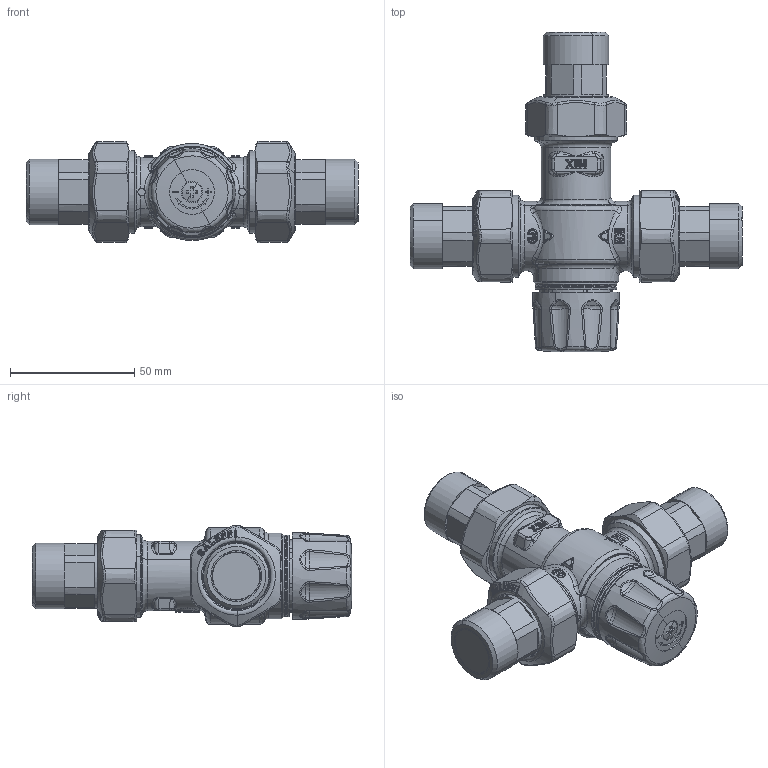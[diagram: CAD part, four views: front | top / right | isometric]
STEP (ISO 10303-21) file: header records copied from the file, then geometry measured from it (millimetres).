
FILE_DESCRIPTION(('CATIA V5 STEP Exchange','CAx-IF Rec.Pracs.--- Model Styling and Organization---1.5--- 2016-08-15','CAx-IF Rec.Pracs.---Supplemental Geometry---1.0---2011-11-01','CAx-IF Rec.Pracs.--- Composite Materials ---3.4---2017-06-13','CAx-IF Rec.Pracs.---Tessellated 3D Geometry---1.0---2015-12-17'),'2;1');
FILE_NAME('STEP_252713_TST.stp','2022-12-06T13:18:20+00:00',('none'),('none'),'CATIA Version 5-6 Release 2020 SP5','CATIA V5 STEP AP242 v2','none');
FILE_SCHEMA(('AP242_MANAGED_MODEL_BASED_3D_ENGINEERING_MIM_LF {1 0 10303 442 1 1 4}'));
Products named in the file (1): 252713 - TST
Bounding box: 133.5 x 128.4 x 40.67 mm (x, y, z)
Volume: 207275.2 mm3; surface area: 86031.7 mm2
Topology: 15 solids, 15 shells, 2907 faces, 6790 edges, 3731 vertices
Faces by surface type: bspline 1571, cylinder 417, cone 308, plane 294, sphere 221, torus 94, revolution 2
Entity records: 154898 total; most frequent: CARTESIAN_POINT 106275, ORIENTED_EDGE 13102, EDGE_CURVE 6551, B_SPLINE_CURVE_WITH_KNOTS 4363, DIRECTION 4054, VERTEX_POINT 3731, EDGE_LOOP 2996, ADVANCED_FACE 2907
